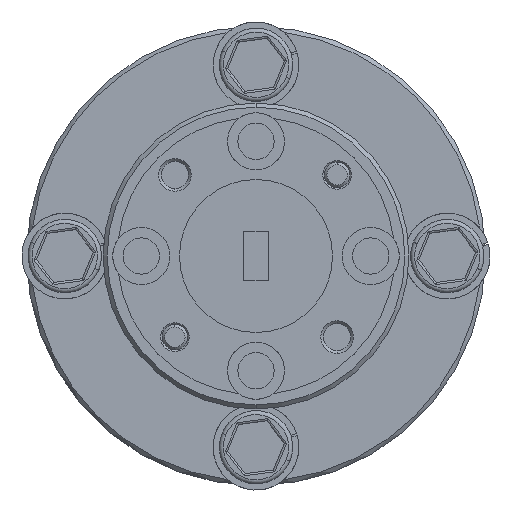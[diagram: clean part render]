
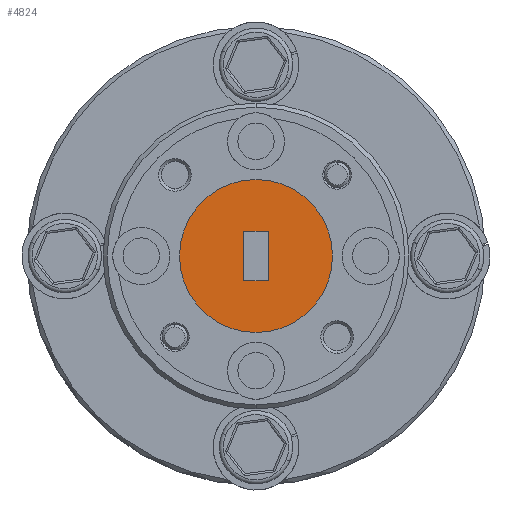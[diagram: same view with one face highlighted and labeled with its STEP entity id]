
A CAD part, left-side view. The second image highlights one B-rep face of the part: STEP entity #4824.
In plain terms, the highlighted planar face has unit normal (-1, 0, 0).
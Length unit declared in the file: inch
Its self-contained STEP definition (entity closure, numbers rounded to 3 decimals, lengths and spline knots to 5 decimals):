
#47 = DIRECTION ( 'NONE',  ( 0., -1., 0. ) ) ;
#105 = AXIS2_PLACEMENT_3D ( 'NONE', #6409, #7672, #959 ) ;
#330 = DIRECTION ( 'NONE',  ( 0., 1., 0. ) ) ;
#546 = EDGE_LOOP ( 'NONE', ( #6425, #1776 ) ) ;
#609 = EDGE_CURVE ( 'NONE', #5887, #5782, #2319, .T. ) ;
#711 = ORIENTED_EDGE ( 'NONE', *, *, #1132, .F. ) ;
#959 = DIRECTION ( 'NONE',  ( 0., 0., 1. ) ) ;
#1132 = EDGE_CURVE ( 'NONE', #5782, #3658, #3801, .T. ) ;
#1136 = VERTEX_POINT ( 'NONE', #1291 ) ;
#1147 = EDGE_CURVE ( 'NONE', #3658, #1136, #2593, .T. ) ;
#1168 = VERTEX_POINT ( 'NONE', #4460 ) ;
#1232 = CARTESIAN_POINT ( 'NONE',  ( -0.80238, 0.15985, -0.03241 ) ) ;
#1237 = CARTESIAN_POINT ( 'NONE',  ( -0.80238, 0.19035, 0.21609 ) ) ;
#1291 = CARTESIAN_POINT ( 'NONE',  ( -0.80238, 0.15985, 0.08959 ) ) ;
#1370 = VECTOR ( 'NONE', #330, 39.37008 ) ;
#1547 = VERTEX_POINT ( 'NONE', #1237 ) ;
#1680 = FACE_OUTER_BOUND ( 'NONE', #546, .T. ) ;
#1776 = ORIENTED_EDGE ( 'NONE', *, *, #4643, .T. ) ;
#2028 = AXIS2_PLACEMENT_3D ( 'NONE', #2825, #7169, #5307 ) ;
#2076 = EDGE_CURVE ( 'NONE', #1547, #1168, #5936, .T. ) ;
#2319 = LINE ( 'NONE', #7264, #6422 ) ;
#2407 = EDGE_CURVE ( 'NONE', #1136, #5887, #5313, .T. ) ;
#2576 = CARTESIAN_POINT ( 'NONE',  ( -0.80238, 0.19035, 0.02859 ) ) ;
#2593 = LINE ( 'NONE', #7374, #3660 ) ;
#2677 = CARTESIAN_POINT ( 'NONE',  ( -0.80238, 0.22085, 0.08959 ) ) ;
#2734 = DIRECTION ( 'NONE',  ( 0., 0., 1. ) ) ;
#2825 = CARTESIAN_POINT ( 'NONE',  ( -0.80238, 0.19035, 0.02859 ) ) ;
#3383 = DIRECTION ( 'NONE',  ( -1., 0., 0. ) ) ;
#3494 = ORIENTED_EDGE ( 'NONE', *, *, #1147, .F. ) ;
#3658 = VERTEX_POINT ( 'NONE', #1232 ) ;
#3660 = VECTOR ( 'NONE', #6772, 39.37008 ) ;
#3773 = ORIENTED_EDGE ( 'NONE', *, *, #2407, .F. ) ;
#3801 = LINE ( 'NONE', #4382, #3933 ) ;
#3933 = VECTOR ( 'NONE', #47, 39.37008 ) ;
#4235 = CIRCLE ( 'NONE', #105, 0.1875 ) ;
#4382 = CARTESIAN_POINT ( 'NONE',  ( -0.80238, 0.22085, -0.03241 ) ) ;
#4460 = CARTESIAN_POINT ( 'NONE',  ( -0.80238, 0.19035, -0.15891 ) ) ;
#4643 = EDGE_CURVE ( 'NONE', #1168, #1547, #4235, .T. ) ;
#4824 = ADVANCED_FACE ( 'NONE', ( #6029, #1680 ), #5919, .T. ) ;
#5203 = ORIENTED_EDGE ( 'NONE', *, *, #609, .F. ) ;
#5307 = DIRECTION ( 'NONE',  ( 0., 0., 1. ) ) ;
#5313 = LINE ( 'NONE', #2677, #1370 ) ;
#5782 = VERTEX_POINT ( 'NONE', #6127 ) ;
#5887 = VERTEX_POINT ( 'NONE', #7135 ) ;
#5919 = PLANE ( 'NONE',  #2028 ) ;
#5936 = CIRCLE ( 'NONE', #8007, 0.1875 ) ;
#6029 = FACE_BOUND ( 'NONE', #6832, .T. ) ;
#6127 = CARTESIAN_POINT ( 'NONE',  ( -0.80238, 0.22085, -0.03241 ) ) ;
#6409 = CARTESIAN_POINT ( 'NONE',  ( -0.80238, 0.19035, 0.02859 ) ) ;
#6422 = VECTOR ( 'NONE', #6667, 39.37008 ) ;
#6425 = ORIENTED_EDGE ( 'NONE', *, *, #2076, .T. ) ;
#6667 = DIRECTION ( 'NONE',  ( 0., 0., -1. ) ) ;
#6772 = DIRECTION ( 'NONE',  ( 0., 0., 1. ) ) ;
#6832 = EDGE_LOOP ( 'NONE', ( #5203, #3773, #3494, #711 ) ) ;
#7135 = CARTESIAN_POINT ( 'NONE',  ( -0.80238, 0.22085, 0.08959 ) ) ;
#7169 = DIRECTION ( 'NONE',  ( -1., 0., 0. ) ) ;
#7264 = CARTESIAN_POINT ( 'NONE',  ( -0.80238, 0.22085, -0.03241 ) ) ;
#7374 = CARTESIAN_POINT ( 'NONE',  ( -0.80238, 0.15985, -0.03241 ) ) ;
#7672 = DIRECTION ( 'NONE',  ( -1., 0., 0. ) ) ;
#8007 = AXIS2_PLACEMENT_3D ( 'NONE', #2576, #3383, #2734 ) ;
